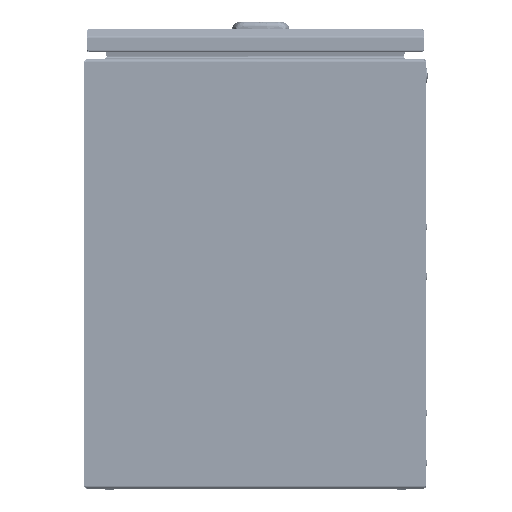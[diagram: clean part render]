
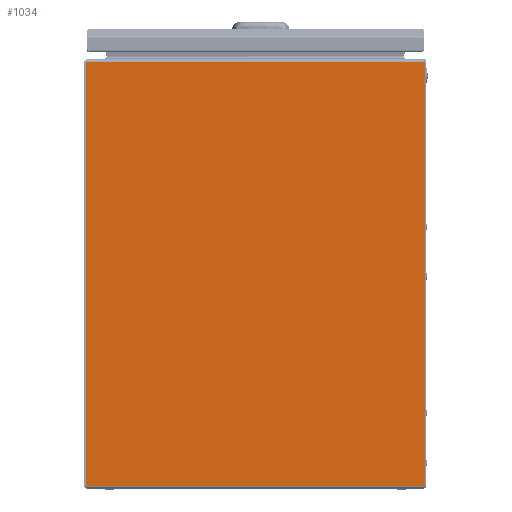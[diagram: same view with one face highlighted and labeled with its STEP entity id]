
A CAD part, left-side view. The second image highlights one B-rep face of the part: STEP entity #1034.
In plain terms, the highlighted planar face has unit normal (-1, 0, 0).
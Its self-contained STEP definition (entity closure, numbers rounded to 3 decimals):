
#1034=ADVANCED_FACE('',(#7730),#7731,.T.);
#7730=FACE_OUTER_BOUND('',#21517,.T.);
#7731=PLANE('',#21518);
#21517=EDGE_LOOP('',(#76146,#76147,#76148,#76149));
#21518=AXIS2_PLACEMENT_3D('',#76150,#76151,#76152);
#76146=ORIENTED_EDGE('',*,*,#119428,.F.);
#76147=ORIENTED_EDGE('',*,*,#119419,.T.);
#76148=ORIENTED_EDGE('',*,*,#119429,.T.);
#76149=ORIENTED_EDGE('',*,*,#119414,.F.);
#76150=CARTESIAN_POINT('',(-300.0,300.0,0.0));
#76151=DIRECTION('',(-1.0,0.0,0.0));
#76152=DIRECTION('',(0.0,-1.0,0.0));
#119414=EDGE_CURVE('',#135183,#135185,#135186,.T.);
#119419=EDGE_CURVE('',#135193,#135191,#135194,.T.);
#119428=EDGE_CURVE('',#135193,#135183,#135205,.T.);
#119429=EDGE_CURVE('',#135191,#135185,#135206,.T.);
#135183=VERTEX_POINT('',#160756);
#135185=VERTEX_POINT('',#160764);
#135186=LINE('',#160765,#160766);
#135191=VERTEX_POINT('',#160779);
#135193=VERTEX_POINT('',#160787);
#135194=LINE('',#160788,#160789);
#135205=LINE('',#160823,#160824);
#135206=LINE('',#160825,#160826);
#160756=CARTESIAN_POINT('',(-300.0,298.8,373.8));
#160764=CARTESIAN_POINT('',(-300.0,1.2,373.8));
#160765=CARTESIAN_POINT('',(-300.0,298.8,373.8));
#160766=VECTOR('',#221532,297.6);
#160779=CARTESIAN_POINT('',(-300.0,1.2,2.4));
#160787=CARTESIAN_POINT('',(-300.0,298.8,2.4));
#160788=CARTESIAN_POINT('',(-300.0,298.8,2.4));
#160789=VECTOR('',#221535,297.6);
#160823=CARTESIAN_POINT('',(-300.0,298.8,2.4));
#160824=VECTOR('',#221541,371.4);
#160825=CARTESIAN_POINT('',(-300.0,1.2,2.4));
#160826=VECTOR('',#221542,371.4);
#221532=DIRECTION('',(0.0,-1.0,0.0));
#221535=DIRECTION('',(0.0,-1.0,0.0));
#221541=DIRECTION('',(0.0,0.0,1.0));
#221542=DIRECTION('',(0.0,0.0,1.0));
